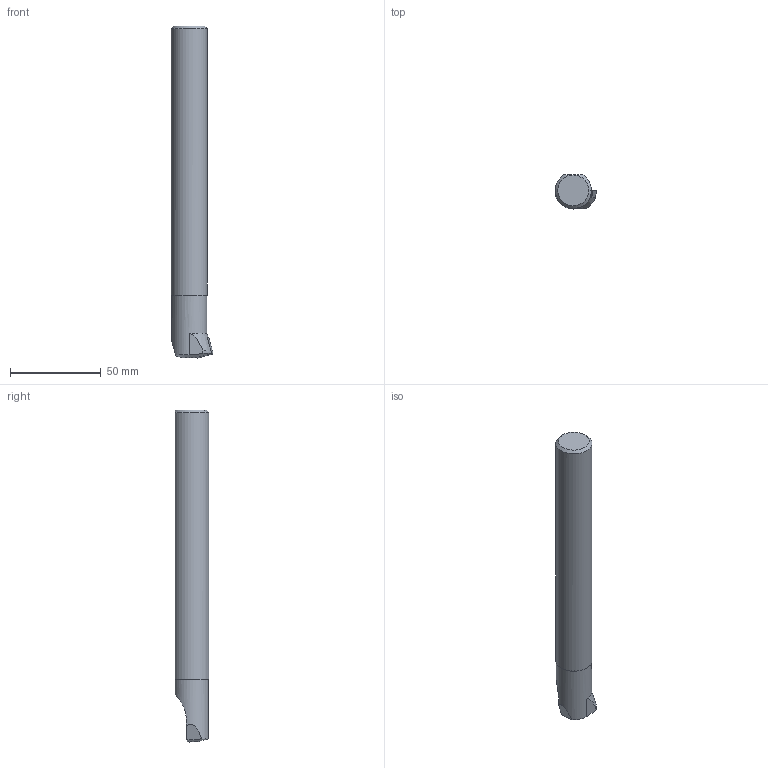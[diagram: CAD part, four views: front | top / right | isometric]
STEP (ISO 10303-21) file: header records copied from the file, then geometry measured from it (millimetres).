
FILE_DESCRIPTION((''),'2;1');
FILE_NAME('70725220_ASM','2018-11-27T08:45:25',('piechottad'),(''),'CREO PARAMETRIC BY PTC INC, 2017380','CREO PARAMETRIC BY PTC INC, 2017380','');
FILE_SCHEMA(('AUTOMOTIVE_DESIGN { 1 0 10303 214 1 1 1 1 }'));
Length unit declared in the file: millimetre
Products named in the file (3): 70725220NC; 70725220C; 70725220_ASM
Assembly tree (2 placements, depth 2):
  70725220_ASM
    70725220NC
    70725220C
Bounding box: 23 x 18.5 x 182.65 mm (x, y, z)
Volume: 52215 mm3; surface area: 11920.2 mm2
Topology: 2 solids, 2 shells, 34 faces, 95 edges, 65 vertices
Faces by surface type: plane 16, cylinder 9, cone 6, torus 2, bspline 1
Entity records: 3155 total; most frequent: CARTESIAN_POINT 432, DIRECTION 243, PRESENTATION_STYLE_ASSIGNMENT 180, STYLED_ITEM 180, ORIENTED_EDGE 170, PROPERTY_DEFINITION 169, REPRESENTATION 167, PROPERTY_DEFINITION_REPRESENTATION 167
